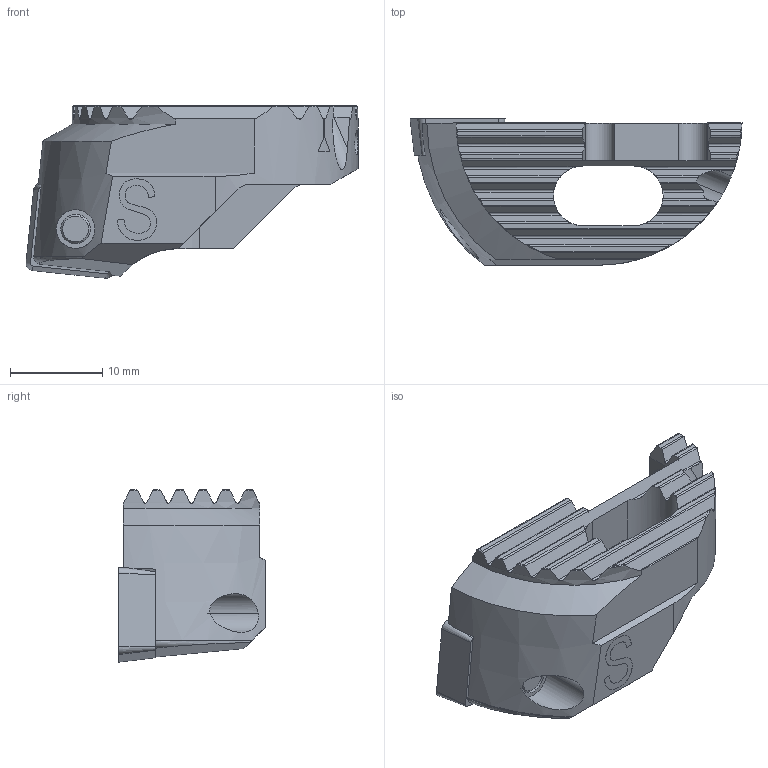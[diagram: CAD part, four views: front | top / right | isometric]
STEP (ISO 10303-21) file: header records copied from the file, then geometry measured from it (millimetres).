
FILE_DESCRIPTION(('no description'),'unknown implementation level');
FILE_NAME('41B229D7-18B0-434E-924B-DFB3D031E560_export.stp',' ',('CIMSOURCE GmbH'),('CADClick - KiM GmbH - www.kimweb.de'),'unknown preprocess','ACIS','unknown authorization');
FILE_SCHEMA(('automotive_design'));
Length unit declared in the file: millimetre
Products named in the file (3): 639.135 Kaiser 41-51 SW32 SC09 S|694.141 Kaiser ETL M4x9.2 T15 IP 10S;Kreismuster1; 639.135 Kaiser 41-51 SW32 SC09 S|654.250 Kaiser SCMT 09T308 P20C;Kombinieren1; 639.135 Kaiser 41-51 SW32 SC09 S|639.135 Kaiser 41-51 SW32 SC09 S;Marke hinten
Bounding box: 36 x 15.87 x 18.7 mm (x, y, z)
Volume: 4045.8 mm3; surface area: 3067.3 mm2
Topology: 3 solids, 3 shells, 239 faces, 665 edges, 434 vertices
Faces by surface type: cylinder 86, plane 86, cone 29, bspline 28, torus 10
Entity records: 17033 total; most frequent: CARTESIAN_POINT 3842, STYLED_ITEM 1341, PRESENTATION_STYLE_ASSIGNMENT 1341, COLOUR_RGB 1341, ORIENTED_EDGE 1330, DIRECTION 1047, EDGE_CURVE 665, CURVE_STYLE 665
